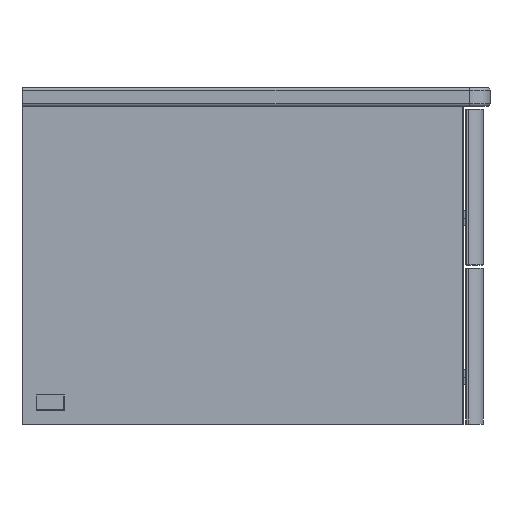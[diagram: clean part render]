
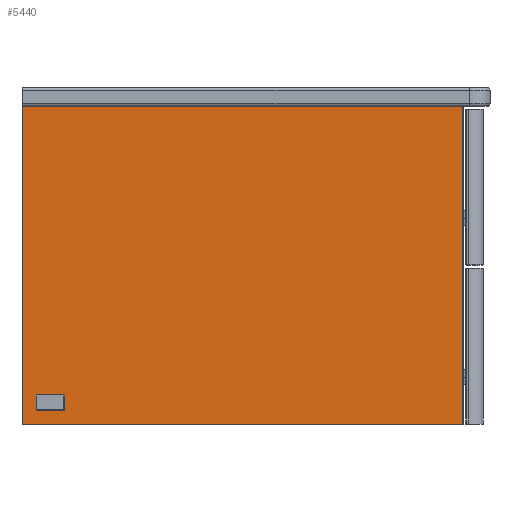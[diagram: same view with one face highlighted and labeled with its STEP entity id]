
A CAD part, left-side view. The second image highlights one B-rep face of the part: STEP entity #5440.
In plain terms, the highlighted planar face has unit normal (-1, 0, 0).
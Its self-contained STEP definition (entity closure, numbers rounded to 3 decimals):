
#5289=CARTESIAN_POINT('',(46900.864,-4485.195,170.0));
#5290=VERTEX_POINT('',#5289);
#5297=CARTESIAN_POINT('',(46900.864,-4485.195,-170.0));
#5298=VERTEX_POINT('',#5297);
#5299=CARTESIAN_POINT('',(46900.864,-4485.195,170.0));
#5300=DIRECTION('',(0.0,0.0,-1.0));
#5301=VECTOR('',#5300,340.0);
#5302=LINE('',#5299,#5301);
#5303=EDGE_CURVE('',#5290,#5298,#5302,.T.);
#5359=CARTESIAN_POINT('',(46900.864,-4014.195,-170.0));
#5360=VERTEX_POINT('',#5359);
#5361=CARTESIAN_POINT('',(46900.864,-4014.195,-170.0));
#5362=DIRECTION('',(0.0,-1.0,0.0));
#5363=VECTOR('',#5362,471.0);
#5364=LINE('',#5361,#5363);
#5365=EDGE_CURVE('',#5360,#5298,#5364,.T.);
#5417=CARTESIAN_POINT('',(46900.864,-4249.695,-170.001));
#5418=DIRECTION('',(-1.0,0.0,0.0));
#5419=DIRECTION('',(0.0,0.0,1.0));
#5420=AXIS2_PLACEMENT_3D('',#5417,#5418,#5419);
#5421=PLANE('',#5420);
#5422=ORIENTED_EDGE('',*,*,#5303,.F.);
#5423=CARTESIAN_POINT('',(46900.864,-4014.195,170.0));
#5424=VERTEX_POINT('',#5423);
#5425=CARTESIAN_POINT('',(46900.864,-4014.195,170.0));
#5426=DIRECTION('',(0.0,-1.0,0.0));
#5427=VECTOR('',#5426,471.0);
#5428=LINE('',#5425,#5427);
#5429=EDGE_CURVE('',#5424,#5290,#5428,.T.);
#5430=ORIENTED_EDGE('',*,*,#5429,.F.);
#5431=CARTESIAN_POINT('',(46900.864,-4014.195,-170.0));
#5432=DIRECTION('',(0.0,0.0,1.0));
#5433=VECTOR('',#5432,340.0);
#5434=LINE('',#5431,#5433);
#5435=EDGE_CURVE('',#5360,#5424,#5434,.T.);
#5436=ORIENTED_EDGE('',*,*,#5435,.F.);
#5437=ORIENTED_EDGE('',*,*,#5365,.T.);
#5438=EDGE_LOOP('',(#5422,#5430,#5436,#5437));
#5439=FACE_OUTER_BOUND('',#5438,.T.);
#5440=ADVANCED_FACE('',(#5439),#5421,.T.);
